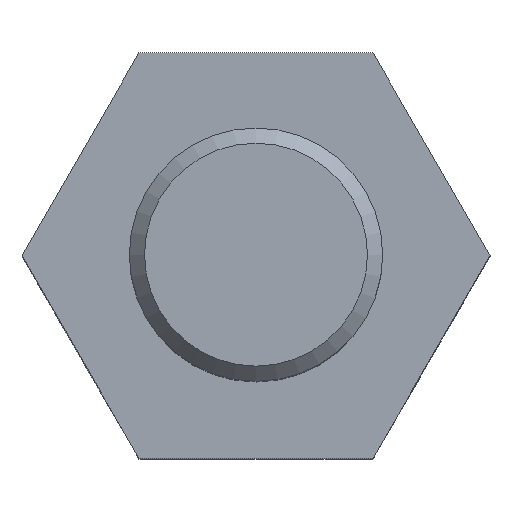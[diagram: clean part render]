
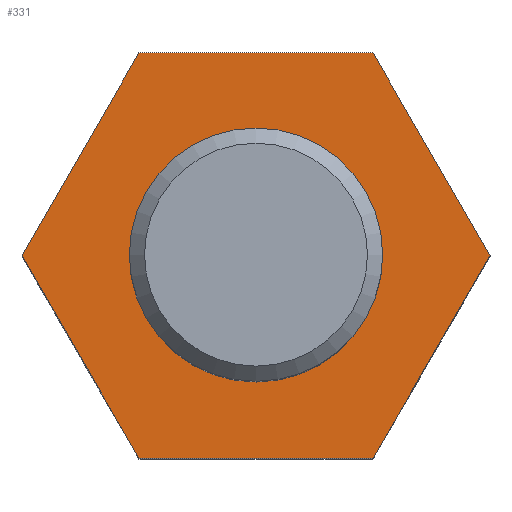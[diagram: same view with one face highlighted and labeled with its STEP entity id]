
A CAD part, top view. The second image highlights one B-rep face of the part: STEP entity #331.
In plain terms, the highlighted planar face has unit normal (0, 0, 1).
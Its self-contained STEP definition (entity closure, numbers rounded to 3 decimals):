
#74=VERTEX_POINT('',#75);
#75=CARTESIAN_POINT('',(-4.619,0.0,10.0));
#81=EDGE_CURVE('',#74,#82,#84,.F.);
#82=VERTEX_POINT('',#83);
#83=CARTESIAN_POINT('',(-2.309,4.0,10.0));
#84=LINE('',#85,#86);
#85=CARTESIAN_POINT('',(-2.309,4.0,10.0));
#86=VECTOR('',#87,1.0);
#87=DIRECTION('',(-0.5,-0.866,0.0));
#116=VERTEX_POINT('',#117);
#117=CARTESIAN_POINT('',(-2.309,-4.0,10.0));
#123=EDGE_CURVE('',#116,#74,#124,.F.);
#124=LINE('',#125,#126);
#125=CARTESIAN_POINT('',(-4.619,0.,10.0));
#126=VECTOR('',#127,1.0);
#127=DIRECTION('',(0.5,-0.866,0.0));
#161=VERTEX_POINT('',#162);
#162=CARTESIAN_POINT('',(2.309,-4.0,10.0));
#168=EDGE_CURVE('',#161,#116,#169,.F.);
#169=LINE('',#170,#171);
#170=CARTESIAN_POINT('',(-2.309,-4.0,10.0));
#171=VECTOR('',#172,1.0);
#172=DIRECTION('',(1.0,0.0,0.0));
#200=VERTEX_POINT('',#201);
#201=CARTESIAN_POINT('',(4.619,0.,10.0));
#207=EDGE_CURVE('',#200,#161,#208,.F.);
#208=LINE('',#209,#210);
#209=CARTESIAN_POINT('',(2.309,-4.0,10.0));
#210=VECTOR('',#211,1.0);
#211=DIRECTION('',(0.5,0.866,0.0));
#247=VERTEX_POINT('',#248);
#248=CARTESIAN_POINT('',(2.309,4.0,10.0));
#254=EDGE_CURVE('',#247,#200,#255,.F.);
#255=LINE('',#256,#257);
#256=CARTESIAN_POINT('',(4.619,0.,10.0));
#257=VECTOR('',#258,1.0);
#258=DIRECTION('',(-0.5,0.866,0.0));
#331=ADVANCED_FACE('',(#332,#343),#356,.T.);
#332=FACE_BOUND('',#333,.T.);
#333=EDGE_LOOP('',(#334));
#334=ORIENTED_EDGE('',*,*,#335,.T.);
#335=EDGE_CURVE('',#336,#336,#338,.F.);
#336=VERTEX_POINT('',#337);
#337=CARTESIAN_POINT('',(2.265,0.0,10.0));
#338=CIRCLE('',#339,2.265);
#339=AXIS2_PLACEMENT_3D('',#340,#341,#342);
#340=CARTESIAN_POINT('',(0.,0.0,10.0));
#341=DIRECTION('',(0.0,0.0,1.0));
#342=DIRECTION('',(1.0,0.0,0.0));
#343=FACE_BOUND('',#344,.T.);
#344=EDGE_LOOP('',(#345,#351,#352,#353,#354,#355));
#345=ORIENTED_EDGE('',*,*,#346,.T.);
#346=EDGE_CURVE('',#247,#82,#347,.T.);
#347=LINE('',#348,#349);
#348=CARTESIAN_POINT('',(2.309,4.0,10.0));
#349=VECTOR('',#350,1.0);
#350=DIRECTION('',(-1.0,0.,0.0));
#351=ORIENTED_EDGE('',*,*,#81,.F.);
#352=ORIENTED_EDGE('',*,*,#123,.F.);
#353=ORIENTED_EDGE('',*,*,#168,.F.);
#354=ORIENTED_EDGE('',*,*,#207,.F.);
#355=ORIENTED_EDGE('',*,*,#254,.F.);
#356=PLANE('',#357);
#357=AXIS2_PLACEMENT_3D('',#358,#359,#360);
#358=CARTESIAN_POINT('',(0.0,0.0,10.0));
#359=DIRECTION('',(0.0,0.0,1.0));
#360=DIRECTION('',(1.0,0.0,0.0));
